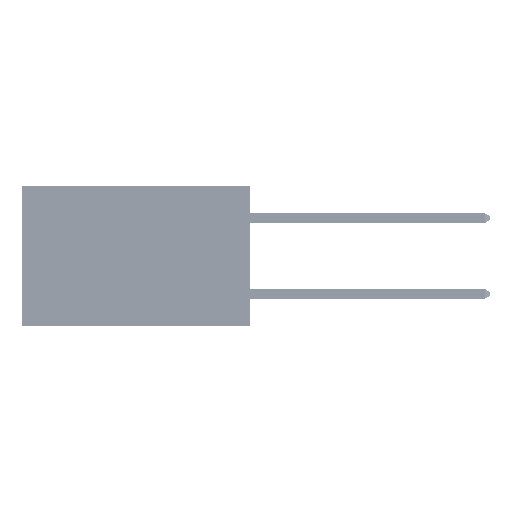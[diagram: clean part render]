
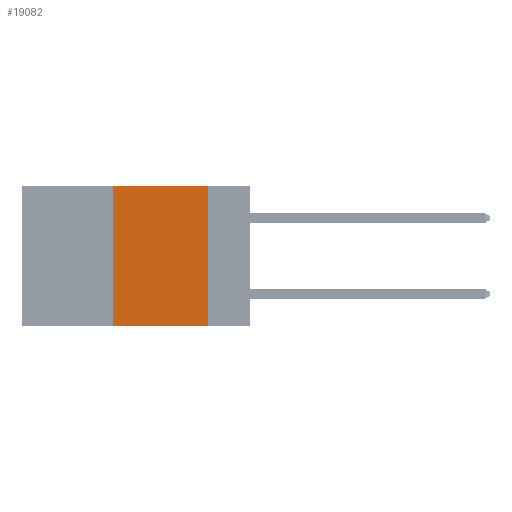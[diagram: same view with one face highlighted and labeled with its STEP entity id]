
A CAD part, left-side view. The second image highlights one B-rep face of the part: STEP entity #19082.
In plain terms, the highlighted planar face has unit normal (-1, 0, 0).
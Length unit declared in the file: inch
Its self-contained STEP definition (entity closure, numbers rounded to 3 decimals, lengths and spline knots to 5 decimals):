
#419 = LINE ( 'NONE', #1184, #40044 ) ;
#679 = EDGE_CURVE ( 'NONE', #4473, #8823, #419, .T. ) ;
#952 = VERTEX_POINT ( 'NONE', #14318 ) ;
#1184 = CARTESIAN_POINT ( 'NONE',  ( 0., 0.36, 0. ) ) ;
#1531 = AXIS2_PLACEMENT_3D ( 'NONE', #25669, #25831, #13543 ) ;
#2327 = EDGE_CURVE ( 'NONE', #8823, #15572, #5334, .T. ) ;
#2728 = VECTOR ( 'NONE', #24663, 39.37008 ) ;
#3904 = EDGE_CURVE ( 'NONE', #4473, #952, #3958, .T. ) ;
#3958 = LINE ( 'NONE', #28793, #2728 ) ;
#4473 = VERTEX_POINT ( 'NONE', #40994 ) ;
#5334 = LINE ( 'NONE', #5605, #49904 ) ;
#5605 = CARTESIAN_POINT ( 'NONE',  ( 0., 0.6, 0. ) ) ;
#6575 = DIRECTION ( 'NONE',  ( 0., 0., -1. ) ) ;
#8489 = CARTESIAN_POINT ( 'NONE',  ( 0., 0.36, 0. ) ) ;
#8823 = VERTEX_POINT ( 'NONE', #8489 ) ;
#9599 = DIRECTION ( 'NONE',  ( 0., -1., 0. ) ) ;
#11057 = ORIENTED_EDGE ( 'NONE', *, *, #20117, .F. ) ;
#13543 = DIRECTION ( 'NONE',  ( 0., 0., -1. ) ) ;
#14318 = CARTESIAN_POINT ( 'NONE',  ( 0., 0.11, -0.37 ) ) ;
#15572 = VERTEX_POINT ( 'NONE', #25776 ) ;
#19082 = ADVANCED_FACE ( 'NONE', ( #25969 ), #49173, .F. ) ;
#20117 = EDGE_CURVE ( 'NONE', #15572, #952, #48739, .T. ) ;
#24663 = DIRECTION ( 'NONE',  ( 0., -1., 0. ) ) ;
#25669 = CARTESIAN_POINT ( 'NONE',  ( 0., 0.6, 0. ) ) ;
#25776 = CARTESIAN_POINT ( 'NONE',  ( 0., 0.11, 0. ) ) ;
#25831 = DIRECTION ( 'NONE',  ( 1., 0., 0. ) ) ;
#25969 = FACE_OUTER_BOUND ( 'NONE', #48492, .T. ) ;
#27699 = VECTOR ( 'NONE', #6575, 39.37008 ) ;
#28793 = CARTESIAN_POINT ( 'NONE',  ( 0., 0.6, -0.37 ) ) ;
#33554 = DIRECTION ( 'NONE',  ( 0., 0., 1. ) ) ;
#34809 = ORIENTED_EDGE ( 'NONE', *, *, #2327, .F. ) ;
#40044 = VECTOR ( 'NONE', #33554, 39.37008 ) ;
#40994 = CARTESIAN_POINT ( 'NONE',  ( 0., 0.36, -0.37 ) ) ;
#41716 = ORIENTED_EDGE ( 'NONE', *, *, #679, .F. ) ;
#46302 = ORIENTED_EDGE ( 'NONE', *, *, #3904, .T. ) ;
#48492 = EDGE_LOOP ( 'NONE', ( #11057, #34809, #41716, #46302 ) ) ;
#48739 = LINE ( 'NONE', #49814, #27699 ) ;
#49173 = PLANE ( 'NONE',  #1531 ) ;
#49814 = CARTESIAN_POINT ( 'NONE',  ( 0., 0.11, 0. ) ) ;
#49904 = VECTOR ( 'NONE', #9599, 39.37008 ) ;
